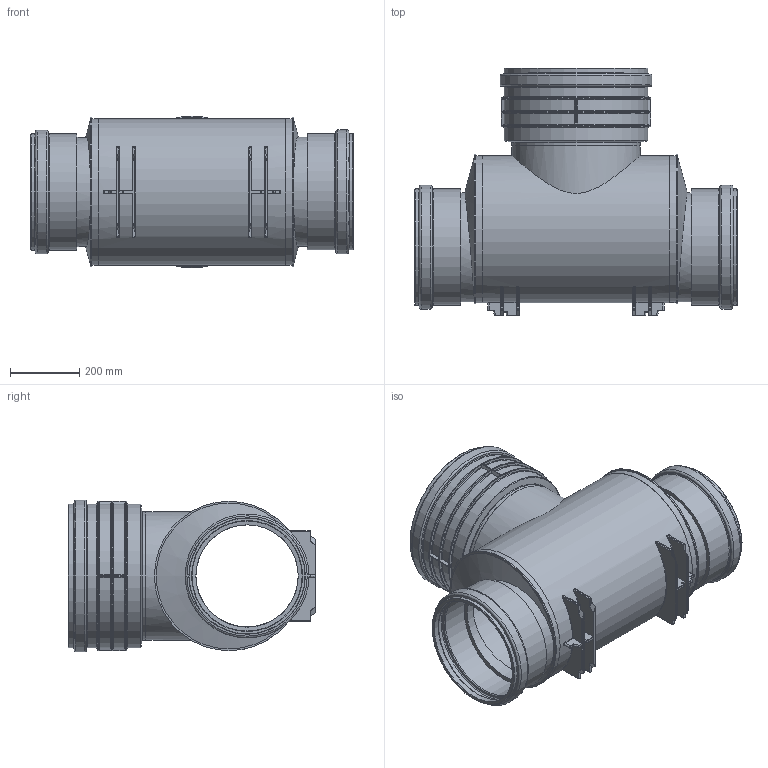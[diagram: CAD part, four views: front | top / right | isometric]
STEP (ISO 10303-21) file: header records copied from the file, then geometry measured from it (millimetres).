
FILE_DESCRIPTION(/* description */ (''),/* implementation_level */ '2;1');
FILE_NAME(/* name */ '660080z.stp',/* time_stamp */ '2024-01-15T10:40:30+01:00',/* author */ ('corinna'),/* organization */ (''),/* preprocessor_version */ 'ST-DEVELOPER v20',/* originating_system */ 'Autodesk Inventor 2024',/* authorisation */ '');
FILE_SCHEMA (('AUTOMOTIVE_DESIGN { 1 0 10303 214 3 1 1 }'));
Length unit declared in the file: millimetre
Products named in the file (4): 660080z; 660080 Teil 2; 660080 Teil 3; 660080 Teil 1
Assembly tree (4 placements, depth 2):
  660080z
    660080 Teil 2
    660080 Teil 3  x2
    660080 Teil 1
Bounding box: 930 x 714 x 438.1 mm (x, y, z)
Volume: 15383871.4 mm3; surface area: 3425063 mm2
Topology: 4 solids, 4 shells, 410 faces, 1081 edges, 684 vertices
Faces by surface type: cylinder 145, plane 97, torus 86, bspline 42, cone 40
Full cylindrical faces by diameter (mm): 295.5 x2, 314.9 x2, 318 x2, 318.3 x2, 335.6 x2, 335.9 x2, 339.9 x2, 356.2 x1, 356.8 x1, 357.5 x2, 370.2 x1, 371 x1, 399.5 x3, 404 x2, 415 x3, 424.1 x3, 427.1 x1, 431.1 x2, 432 x2, 438.1 x1
Entity records: 13784 total; most frequent: CARTESIAN_POINT 4407, ORIENTED_EDGE 2004, DIRECTION 1951, EDGE_CURVE 1002, AXIS2_PLACEMENT_3D 791, VERTEX_POINT 633, CIRCLE 397, EDGE_LOOP 389
